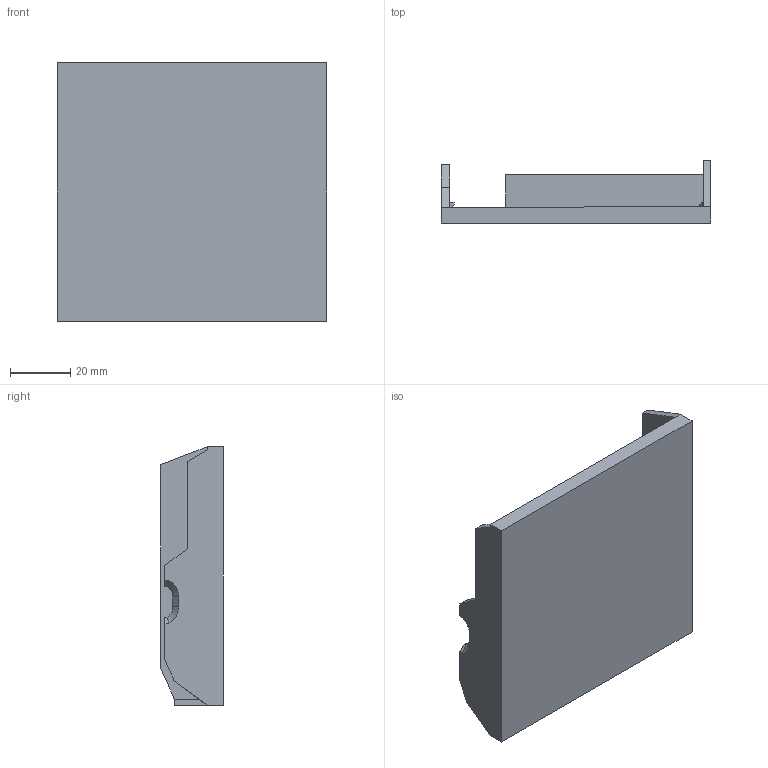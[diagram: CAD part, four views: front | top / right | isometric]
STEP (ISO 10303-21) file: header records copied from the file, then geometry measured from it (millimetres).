
FILE_DESCRIPTION(/* description */ (''),/* implementation_level */ '2;1');
FILE_NAME(/* name */ 'glowworm-case-bottom.stp',/* time_stamp */ '2025-12-19T00:03:06Z',/* author */ ('iwheard'),/* organization */ (''),/* preprocessor_version */ 'ST-DEVELOPER v20',/* originating_system */ 'Autodesk Inventor 2024',/* authorisation */ '');
FILE_SCHEMA (('AUTOMOTIVE_DESIGN { 1 0 10303 214 3 1 1 }'));
Length unit declared in the file: millimetre
Products named in the file (1): glowworm-CAD
Bounding box: 89.85 x 20.86 x 86.15 mm (x, y, z)
Volume: 23461.1 mm3; surface area: 24285 mm2
Topology: 1 solids, 1 shells, 64 faces, 199 edges, 160 vertices
Faces by surface type: plane 50, cone 7, cylinder 4, bspline 2, torus 1
Entity records: 2883 total; most frequent: CARTESIAN_POINT 1057, ORIENTED_EDGE 360, DIRECTION 302, EDGE_CURVE 180, LINE 136, VECTOR 136, VERTEX_POINT 120, AXIS2_PLACEMENT_3D 83
